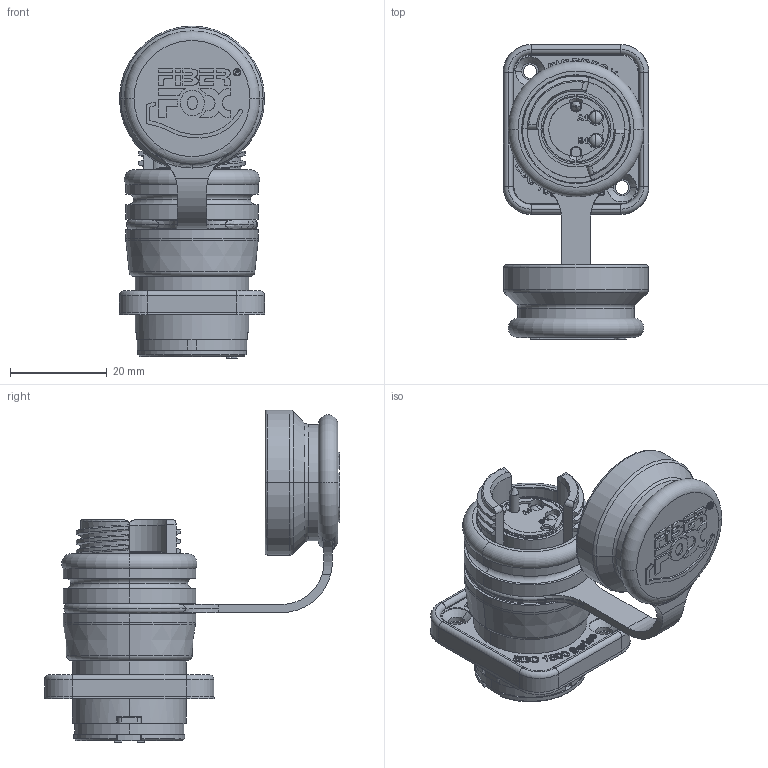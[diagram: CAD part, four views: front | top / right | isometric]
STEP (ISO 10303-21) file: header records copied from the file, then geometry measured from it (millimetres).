
FILE_DESCRIPTION (( 'STEP AP214' ), '1' );
FILE_NAME ('NO2M4DW-FX_Step_01.STEP', '2021-06-15T11:04:16', ( '' ), ( '' ), 'SwSTEP 2.0', 'SolidWorks 2020', '' );
FILE_SCHEMA (( 'AUTOMOTIVE_DESIGN' ));
Length unit declared in the file: millimetre
Products named in the file (1): NO2M4DW-FX_Step_01
Bounding box: 30.14 x 61.07 x 68.64 mm (x, y, z)
Volume: 23755 mm3; surface area: 14033 mm2
Topology: 1 solids, 22 shells, 1572 faces, 4139 edges, 2709 vertices
Faces by surface type: bspline 702, plane 566, cylinder 180, cone 62, torus 58, sphere 4
Entity records: 78388 total; most frequent: CARTESIAN_POINT 43280, ORIENTED_EDGE 8278, DIRECTION 4895, EDGE_CURVE 4139, VERTEX_POINT 2709, LINE 2091, VECTOR 2091, EDGE_LOOP 1698
